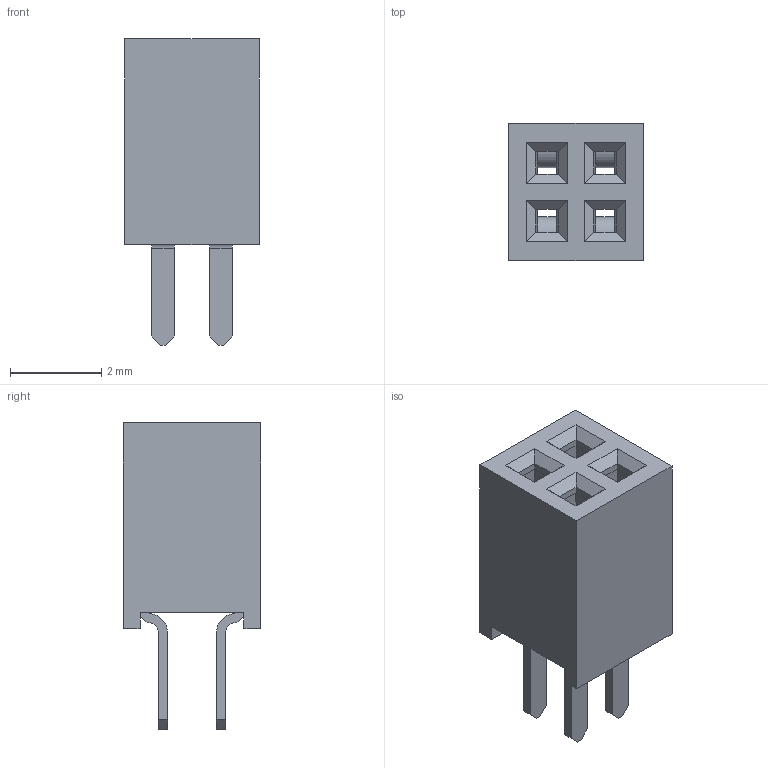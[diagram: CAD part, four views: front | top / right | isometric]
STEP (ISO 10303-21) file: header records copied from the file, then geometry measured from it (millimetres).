
FILE_DESCRIPTION(/* description */ ('Unknown'),/* implementation_level */ '2;1');
FILE_NAME(/* name */ '62200421821',/* time_stamp */ '2016-11-09T11:51:04+01:00',/* author */ ('Unknown'),/* organization */ ('Unknown'),/* preprocessor_version */ 'ST-DEVELOPER v16.7',/* originating_system */ 'DEX',/* authorisation */ $);
FILE_SCHEMA (('AUTOMOTIVE_DESIGN {1 0 10303 214 3 1 1}'));
Length unit declared in the file: millimetre
Products named in the file (3): 6220xx21821
Assembly tree (5 placements, depth 2):
  6220xx21821
    6220xx21821
    6220xx21821  x4
Bounding box: 2.94 x 3 x 6.7 mm (x, y, z)
Volume: 28.2 mm3; surface area: 216 mm2
Topology: 5 solids, 5 shells, 362 faces, 968 edges, 616 vertices
Faces by surface type: plane 242, cylinder 112, bspline 8
Entity records: 5006 total; most frequent: CARTESIAN_POINT 904, ORIENTED_EDGE 856, DIRECTION 798, EDGE_CURVE 428, LINE 366, VECTOR 366, VERTEX_POINT 274, AXIS2_PLACEMENT_3D 216
